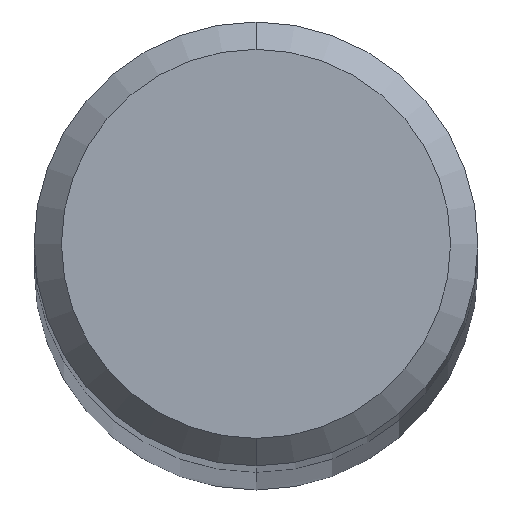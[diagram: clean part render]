
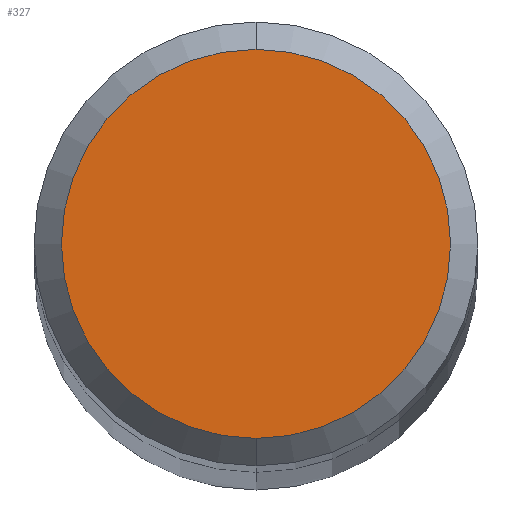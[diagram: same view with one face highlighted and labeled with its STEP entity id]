
A CAD part, top view. The second image highlights one B-rep face of the part: STEP entity #327.
In plain terms, the highlighted planar face has unit normal (0, 0, 1).
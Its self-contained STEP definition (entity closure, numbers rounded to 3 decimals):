
#239=VERTEX_POINT('',#506);
#249=EDGE_CURVE('',#239,#373,#517,.T.);
#327=ADVANCED_FACE('',(#601),#602,.T.);
#373=VERTEX_POINT('',#655);
#387=EDGE_CURVE('',#373,#239,#670,.T.);
#506=CARTESIAN_POINT('',(0.0,3.55,65.0));
#517=CIRCLE('',#904,3.55);
#601=FACE_OUTER_BOUND('',#1123,.T.);
#602=PLANE('',#1124);
#655=CARTESIAN_POINT('',(0.,-3.55,65.0));
#670=CIRCLE('',#1243,3.55);
#904=AXIS2_PLACEMENT_3D('',#1382,#1383,#1384);
#1123=EDGE_LOOP('',(#1463,#1464));
#1124=AXIS2_PLACEMENT_3D('',#1465,#1466,#1467);
#1243=AXIS2_PLACEMENT_3D('',#1559,#1560,#1561);
#1382=CARTESIAN_POINT('',(0.0,0.0,65.0));
#1383=DIRECTION('',(0.0,0.0,-1.0));
#1384=DIRECTION('',(0.0,1.0,0.0));
#1463=ORIENTED_EDGE('',*,*,#249,.F.);
#1464=ORIENTED_EDGE('',*,*,#387,.F.);
#1465=CARTESIAN_POINT('',(0.0,1.775,65.0));
#1466=DIRECTION('',(0.0,0.0,1.0));
#1467=DIRECTION('',(0.0,-1.0,0.0));
#1559=CARTESIAN_POINT('',(0.0,0.0,65.0));
#1560=DIRECTION('',(0.0,0.0,-1.0));
#1561=DIRECTION('',(0.0,1.0,0.0));
